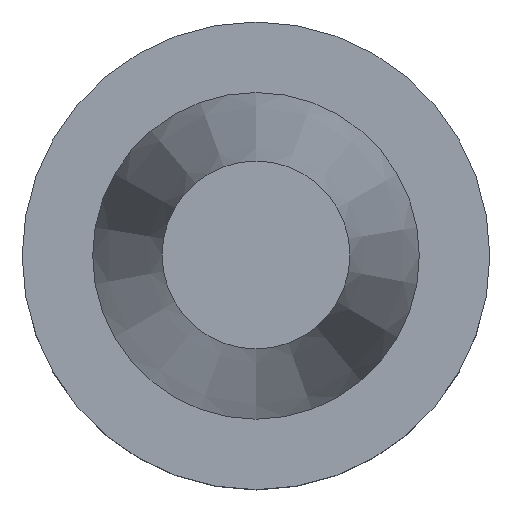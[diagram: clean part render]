
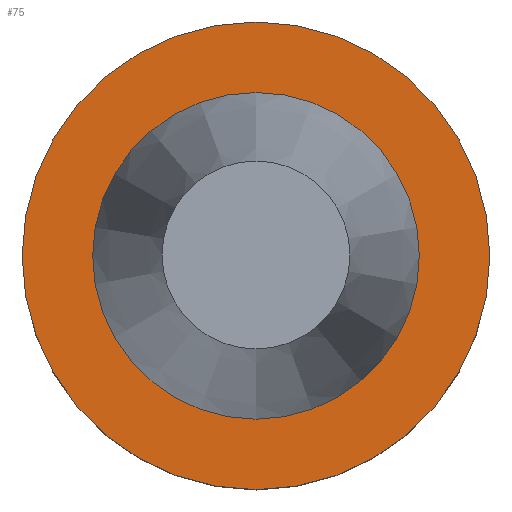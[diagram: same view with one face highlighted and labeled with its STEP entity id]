
A CAD part, top view. The second image highlights one B-rep face of the part: STEP entity #75.
In plain terms, the highlighted planar face has unit normal (0, 0, 1).
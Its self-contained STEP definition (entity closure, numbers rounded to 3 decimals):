
#75=ADVANCED_FACE('Unnamed[1]',(#187,#188),#189,.T.);
#110=EDGE_CURVE('Unnamed[1]',#242,#242,#243,.T.);
#127=EDGE_CURVE('Unnamed[1]',#267,#267,#268,.T.);
#187=FACE_OUTER_BOUND('',#334,.T.);
#188=FACE_BOUND('',#335,.T.);
#189=PLANE('',#336);
#242=VERTEX_POINT('',#402);
#243=CIRCLE('',#403,50.0);
#267=VERTEX_POINT('',#434);
#268=CIRCLE('',#435,34.925);
#334=EDGE_LOOP('',(#498));
#335=EDGE_LOOP('',(#499));
#336=AXIS2_PLACEMENT_3D('',#500,#501,#502);
#402=CARTESIAN_POINT('',(0.,50.0,-1.5));
#403=AXIS2_PLACEMENT_3D('',#558,#559,#560);
#434=CARTESIAN_POINT('',(0.,34.925,-1.5));
#435=AXIS2_PLACEMENT_3D('',#586,#587,#588);
#498=ORIENTED_EDGE('',*,*,#110,.F.);
#499=ORIENTED_EDGE('',*,*,#127,.T.);
#500=CARTESIAN_POINT('',(0.,42.463,-1.5));
#501=DIRECTION('',(0.,0.,1.0));
#502=DIRECTION('',(0.,-1.0,0.));
#558=CARTESIAN_POINT('',(0.,0.,-1.5));
#559=DIRECTION('',(0.,0.,-1.0));
#560=DIRECTION('',(0.,1.0,0.));
#586=CARTESIAN_POINT('',(0.,0.,-1.5));
#587=DIRECTION('',(0.,0.,-1.0));
#588=DIRECTION('',(0.,1.0,0.));
